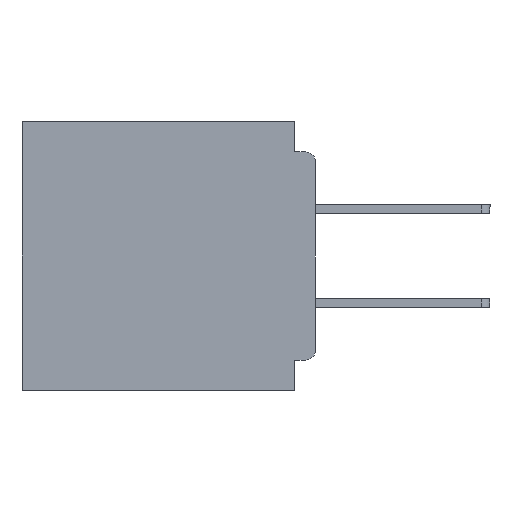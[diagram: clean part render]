
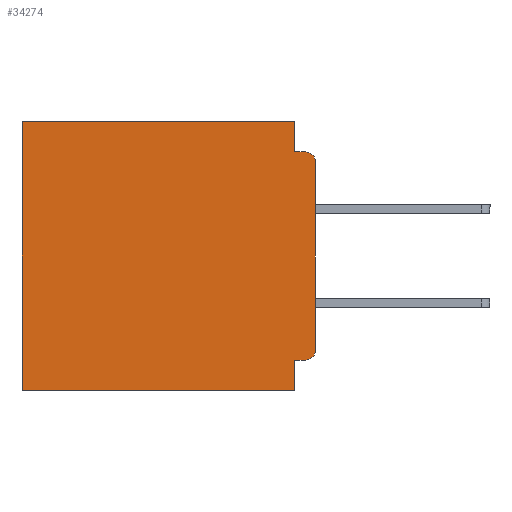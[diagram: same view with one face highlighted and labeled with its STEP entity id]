
A CAD part, left-side view. The second image highlights one B-rep face of the part: STEP entity #34274.
In plain terms, the highlighted planar face has unit normal (-1, 0, 0).
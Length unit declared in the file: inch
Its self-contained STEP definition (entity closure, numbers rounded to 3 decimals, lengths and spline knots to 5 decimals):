
#14 = CARTESIAN_POINT ( 'NONE',  ( 0.3, 0.437, 0. ) ) ;
#234 = LINE ( 'NONE', #28357, #25707 ) ;
#517 = AXIS2_PLACEMENT_3D ( 'NONE', #17382, #40675, #20754 ) ;
#1428 = VERTEX_POINT ( 'NONE', #29489 ) ;
#1548 = VECTOR ( 'NONE', #15702, 39.37008 ) ;
#1765 = VECTOR ( 'NONE', #11998, 39.37008 ) ;
#2177 = CARTESIAN_POINT ( 'NONE',  ( 0.3, 0.031, -0.355 ) ) ;
#2590 = LINE ( 'NONE', #42334, #1548 ) ;
#2702 = EDGE_CURVE ( 'NONE', #21817, #12790, #27998, .T. ) ;
#2806 = DIRECTION ( 'NONE',  ( 0., -1., 0. ) ) ;
#3347 = CARTESIAN_POINT ( 'NONE',  ( 0.3, 0., -0.4 ) ) ;
#4189 = LINE ( 'NONE', #21148, #29617 ) ;
#4643 = ORIENTED_EDGE ( 'NONE', *, *, #36166, .F. ) ;
#5522 = VERTEX_POINT ( 'NONE', #36449 ) ;
#6446 = DIRECTION ( 'NONE',  ( 0., 0., -1. ) ) ;
#6709 = DIRECTION ( 'NONE',  ( 0., 0., -1. ) ) ;
#7249 = EDGE_CURVE ( 'NONE', #41598, #38871, #234, .T. ) ;
#7694 = ORIENTED_EDGE ( 'NONE', *, *, #32297, .F. ) ;
#8349 = DIRECTION ( 'NONE',  ( 0., 1., 0. ) ) ;
#9570 = LINE ( 'NONE', #28423, #1765 ) ;
#10684 = VERTEX_POINT ( 'NONE', #35454 ) ;
#11303 = ORIENTED_EDGE ( 'NONE', *, *, #21498, .T. ) ;
#11514 = VECTOR ( 'NONE', #2806, 39.37008 ) ;
#11998 = DIRECTION ( 'NONE',  ( 0., 0., -1. ) ) ;
#12546 = LINE ( 'NONE', #32532, #11514 ) ;
#12709 = FACE_OUTER_BOUND ( 'NONE', #27485, .T. ) ;
#12790 = VERTEX_POINT ( 'NONE', #40507 ) ;
#14370 = ORIENTED_EDGE ( 'NONE', *, *, #21140, .F. ) ;
#14419 = CARTESIAN_POINT ( 'NONE',  ( 0.3, 0.031, 0. ) ) ;
#15702 = DIRECTION ( 'NONE',  ( 0., 0., -1. ) ) ;
#16956 = CARTESIAN_POINT ( 'NONE',  ( 0.3, 0.015, -0.34 ) ) ;
#17382 = CARTESIAN_POINT ( 'NONE',  ( 0.3, 0.015, -0.06 ) ) ;
#17761 = DIRECTION ( 'NONE',  ( 0., 1., 0. ) ) ;
#19294 = EDGE_CURVE ( 'NONE', #41598, #5522, #9570, .T. ) ;
#20318 = DIRECTION ( 'NONE',  ( 0., 0., -1. ) ) ;
#20508 = CARTESIAN_POINT ( 'NONE',  ( 0.3, 0.015, -0.355 ) ) ;
#20754 = DIRECTION ( 'NONE',  ( 0., 0., -1. ) ) ;
#21140 = EDGE_CURVE ( 'NONE', #28668, #21817, #4189, .T. ) ;
#21148 = CARTESIAN_POINT ( 'NONE',  ( 0.3, 0., -0.355 ) ) ;
#21290 = LINE ( 'NONE', #26334, #24462 ) ;
#21381 = EDGE_CURVE ( 'NONE', #38871, #10684, #21290, .T. ) ;
#21498 = EDGE_CURVE ( 'NONE', #28668, #35876, #34771, .T. ) ;
#21573 = EDGE_CURVE ( 'NONE', #27361, #1428, #32682, .T. ) ;
#21817 = VERTEX_POINT ( 'NONE', #2177 ) ;
#23309 = LINE ( 'NONE', #30358, #39933 ) ;
#24317 = ORIENTED_EDGE ( 'NONE', *, *, #2702, .F. ) ;
#24462 = VECTOR ( 'NONE', #6446, 39.37008 ) ;
#25441 = ORIENTED_EDGE ( 'NONE', *, *, #31492, .F. ) ;
#25473 = CARTESIAN_POINT ( 'NONE',  ( 0.3, 0., -0.34 ) ) ;
#25707 = VECTOR ( 'NONE', #8349, 39.37008 ) ;
#25849 = AXIS2_PLACEMENT_3D ( 'NONE', #16956, #40260, #20318 ) ;
#26334 = CARTESIAN_POINT ( 'NONE',  ( 0.3, 0.437, -0.4 ) ) ;
#26597 = DIRECTION ( 'NONE',  ( 1., 0., 0. ) ) ;
#27361 = VERTEX_POINT ( 'NONE', #32960 ) ;
#27479 = ORIENTED_EDGE ( 'NONE', *, *, #19294, .F. ) ;
#27485 = EDGE_LOOP ( 'NONE', ( #25441, #40997, #4643, #27479, #37810, #35709, #7694, #24317, #14370, #11303 ) ) ;
#27998 = LINE ( 'NONE', #29919, #34698 ) ;
#28357 = CARTESIAN_POINT ( 'NONE',  ( 0.3, 0., 0. ) ) ;
#28423 = CARTESIAN_POINT ( 'NONE',  ( 0.3, 0.031, 0. ) ) ;
#28668 = VERTEX_POINT ( 'NONE', #20508 ) ;
#28705 = DIRECTION ( 'NONE',  ( 0., 0., -1. ) ) ;
#29489 = CARTESIAN_POINT ( 'NONE',  ( 0.3, 0.015, -0.045 ) ) ;
#29617 = VECTOR ( 'NONE', #17761, 39.37008 ) ;
#29919 = CARTESIAN_POINT ( 'NONE',  ( 0.3, 0.031, -0.4 ) ) ;
#30358 = CARTESIAN_POINT ( 'NONE',  ( 0.3, 0., -0.4 ) ) ;
#31492 = EDGE_CURVE ( 'NONE', #27361, #35876, #2590, .T. ) ;
#32297 = EDGE_CURVE ( 'NONE', #12790, #10684, #23309, .T. ) ;
#32532 = CARTESIAN_POINT ( 'NONE',  ( 0.3, 0., -0.045 ) ) ;
#32682 = CIRCLE ( 'NONE', #517, 0.015 ) ;
#32960 = CARTESIAN_POINT ( 'NONE',  ( 0.3, 0., -0.06 ) ) ;
#33074 = PLANE ( 'NONE',  #37710 ) ;
#34274 = ADVANCED_FACE ( 'NONE', ( #12709 ), #33074, .F. ) ;
#34698 = VECTOR ( 'NONE', #28705, 39.37008 ) ;
#34771 = CIRCLE ( 'NONE', #25849, 0.015 ) ;
#35454 = CARTESIAN_POINT ( 'NONE',  ( 0.3, 0.437, -0.4 ) ) ;
#35709 = ORIENTED_EDGE ( 'NONE', *, *, #21381, .T. ) ;
#35876 = VERTEX_POINT ( 'NONE', #25473 ) ;
#36166 = EDGE_CURVE ( 'NONE', #5522, #1428, #12546, .T. ) ;
#36449 = CARTESIAN_POINT ( 'NONE',  ( 0.3, 0.031, -0.045 ) ) ;
#37710 = AXIS2_PLACEMENT_3D ( 'NONE', #3347, #26597, #6709 ) ;
#37810 = ORIENTED_EDGE ( 'NONE', *, *, #7249, .T. ) ;
#38871 = VERTEX_POINT ( 'NONE', #14 ) ;
#39933 = VECTOR ( 'NONE', #40403, 39.37008 ) ;
#40260 = DIRECTION ( 'NONE',  ( -1., 0., 0. ) ) ;
#40403 = DIRECTION ( 'NONE',  ( 0., 1., 0. ) ) ;
#40507 = CARTESIAN_POINT ( 'NONE',  ( 0.3, 0.031, -0.4 ) ) ;
#40675 = DIRECTION ( 'NONE',  ( -1., 0., 0. ) ) ;
#40997 = ORIENTED_EDGE ( 'NONE', *, *, #21573, .T. ) ;
#41598 = VERTEX_POINT ( 'NONE', #14419 ) ;
#42334 = CARTESIAN_POINT ( 'NONE',  ( 0.3, 0., -0.4 ) ) ;
